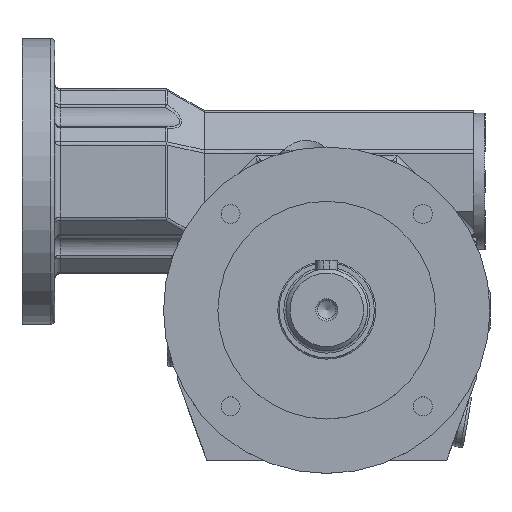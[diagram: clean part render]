
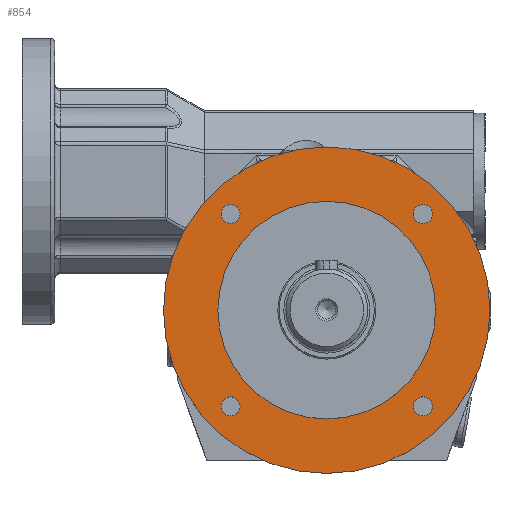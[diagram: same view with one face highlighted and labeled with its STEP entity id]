
A CAD part, top view. The second image highlights one B-rep face of the part: STEP entity #854.
In plain terms, the highlighted planar face has unit normal (0, 0, 1).
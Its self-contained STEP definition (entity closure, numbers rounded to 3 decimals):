
#854 = ADVANCED_FACE( '', ( #2442, #2443, #2444, #2445, #2446, #2447 ), #2448, .F. );
#2442 = FACE_OUTER_BOUND( '', #5419, .T. );
#2443 = FACE_BOUND( '', #5420, .T. );
#2444 = FACE_BOUND( '', #5421, .T. );
#2445 = FACE_BOUND( '', #5422, .T. );
#2446 = FACE_BOUND( '', #5423, .T. );
#2447 = FACE_BOUND( '', #5424, .T. );
#2448 = PLANE( '', #5425 );
#5419 = EDGE_LOOP( '', ( #16771 ) );
#5420 = EDGE_LOOP( '', ( #16772 ) );
#5421 = EDGE_LOOP( '', ( #16773 ) );
#5422 = EDGE_LOOP( '', ( #16774 ) );
#5423 = EDGE_LOOP( '', ( #16775 ) );
#5424 = EDGE_LOOP( '', ( #16776 ) );
#5425 = AXIS2_PLACEMENT_3D( '', #16777, #16778, #16779 );
#16771 = ORIENTED_EDGE( '', *, *, #22287, .F. );
#16772 = ORIENTED_EDGE( '', *, *, #22130, .T. );
#16773 = ORIENTED_EDGE( '', *, *, #22288, .F. );
#16774 = ORIENTED_EDGE( '', *, *, #22289, .F. );
#16775 = ORIENTED_EDGE( '', *, *, #22290, .F. );
#16776 = ORIENTED_EDGE( '', *, *, #22291, .F. );
#16777 = CARTESIAN_POINT( '', ( 54.736, 6.946, 137. ) );
#16778 = DIRECTION( '', ( 0., 0., -1. ) );
#16779 = DIRECTION( '', ( 1., 0., 0. ) );
#22130 = EDGE_CURVE( '', #24299, #24299, #24300, .T. );
#22287 = EDGE_CURVE( '', #24578, #24578, #24579, .T. );
#22288 = EDGE_CURVE( '', #24580, #24580, #24581, .T. );
#22289 = EDGE_CURVE( '', #24582, #24582, #24583, .T. );
#22290 = EDGE_CURVE( '', #24584, #24584, #24585, .T. );
#22291 = EDGE_CURVE( '', #24586, #24586, #24587, .T. );
#24299 = VERTEX_POINT( '', #27700 );
#24300 = CIRCLE( '', #27701, 40. );
#24578 = VERTEX_POINT( '', #29327 );
#24579 = CIRCLE( '', #29328, 60. );
#24580 = VERTEX_POINT( '', #29329 );
#24581 = CIRCLE( '', #29330, 3.5 );
#24582 = VERTEX_POINT( '', #29331 );
#24583 = CIRCLE( '', #29332, 3.5 );
#24584 = VERTEX_POINT( '', #29333 );
#24585 = CIRCLE( '', #29334, 3.5 );
#24586 = VERTEX_POINT( '', #29335 );
#24587 = CIRCLE( '', #29336, 3.5 );
#27700 = CARTESIAN_POINT( '', ( 54.736, 16.946, 137. ) );
#27701 = AXIS2_PLACEMENT_3D( '', #44386, #44387, #44388 );
#29327 = CARTESIAN_POINT( '', ( 54.736, -3.054, 137. ) );
#29328 = AXIS2_PLACEMENT_3D( '', #44551, #44552, #44553 );
#29329 = CARTESIAN_POINT( '', ( 86.591, 92.301, 137. ) );
#29330 = AXIS2_PLACEMENT_3D( '', #44554, #44555, #44556 );
#29331 = CARTESIAN_POINT( '', ( 15.88, 92.301, 137. ) );
#29332 = AXIS2_PLACEMENT_3D( '', #44557, #44558, #44559 );
#29333 = CARTESIAN_POINT( '', ( 86.591, 21.59, 137. ) );
#29334 = AXIS2_PLACEMENT_3D( '', #44560, #44561, #44562 );
#29335 = CARTESIAN_POINT( '', ( 15.88, 21.59, 137. ) );
#29336 = AXIS2_PLACEMENT_3D( '', #44563, #44564, #44565 );
#44386 = CARTESIAN_POINT( '', ( 54.736, 56.946, 137. ) );
#44387 = DIRECTION( '', ( 0., 0., -1. ) );
#44388 = DIRECTION( '', ( 0., -1., 0. ) );
#44551 = CARTESIAN_POINT( '', ( 54.736, 56.946, 137. ) );
#44552 = DIRECTION( '', ( 0., 0., -1. ) );
#44553 = DIRECTION( '', ( 0., -1., 0. ) );
#44554 = CARTESIAN_POINT( '', ( 90.091, 92.301, 137. ) );
#44555 = DIRECTION( '', ( 0., 0., 1. ) );
#44556 = DIRECTION( '', ( -1., 0., 0. ) );
#44557 = CARTESIAN_POINT( '', ( 19.38, 92.301, 137. ) );
#44558 = DIRECTION( '', ( 0., 0., 1. ) );
#44559 = DIRECTION( '', ( -1., 0., 0. ) );
#44560 = CARTESIAN_POINT( '', ( 90.091, 21.59, 137. ) );
#44561 = DIRECTION( '', ( 0., 0., 1. ) );
#44562 = DIRECTION( '', ( -1., 0., 0. ) );
#44563 = CARTESIAN_POINT( '', ( 19.38, 21.59, 137. ) );
#44564 = DIRECTION( '', ( 0., 0., 1. ) );
#44565 = DIRECTION( '', ( -1., 0., 0. ) );
